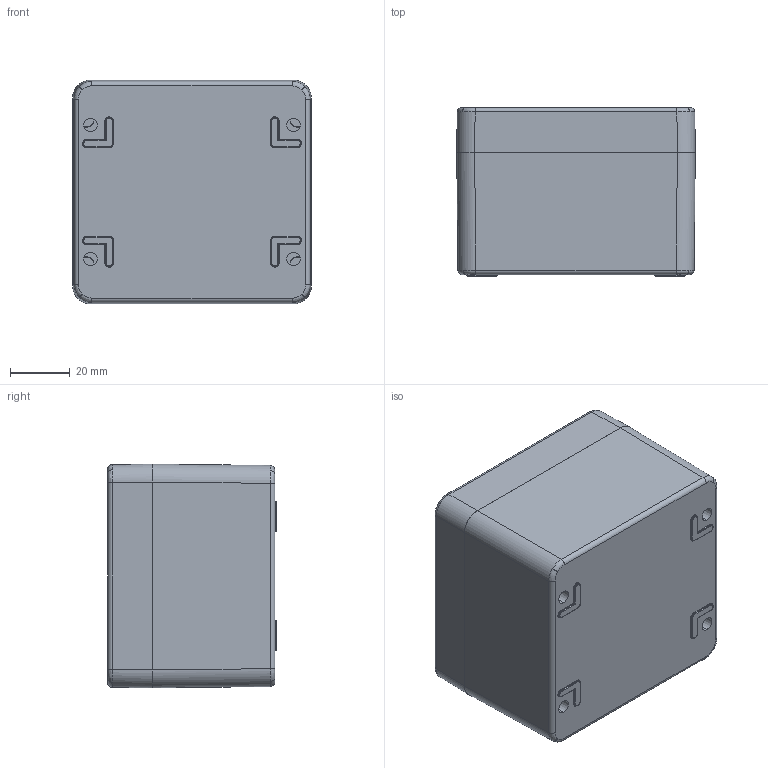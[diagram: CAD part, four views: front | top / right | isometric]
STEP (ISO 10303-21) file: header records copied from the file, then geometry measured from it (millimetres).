
FILE_DESCRIPTION (( 'STEP AP214' ), '1' );
FILE_NAME ('02080806.STEP', '2008-08-14T10:50:32', ( ' ' ), ( '' ), 'SwSTEP 2.0', 'SolidWorks 2008', '' );
FILE_SCHEMA (( 'AUTOMOTIVE_DESIGN' ));
Length unit declared in the file: millimetre
Products named in the file (9): 93133_Standard; 21231-Deckel_Standard; 82009_Standard; 21231-Unterteil_Standard; 02080806; 86220_Standard; 86221_Standard; 86223_Standard
Assembly tree (18 placements, depth 3):
  02080806
    93133_Standard  x4
    21231-Unterteil_Standard
      86223_Standard  x4
      86221_Standard  x2
      86220_Standard  x4
      21231-Unterteil_Standard
    21231-Deckel_Standard
    82009_Standard
Bounding box: 80 x 56.5 x 75 mm (x, y, z)
Volume: 142069.3 mm3; surface area: 63477.9 mm2
Topology: 17 solids, 17 shells, 1030 faces, 2464 edges, 1486 vertices
Faces by surface type: plane 322, cone 238, cylinder 206, bspline 164, torus 96, sphere 4
Entity records: 26810 total; most frequent: CARTESIAN_POINT 11297, ORIENTED_EDGE 3368, DIRECTION 3052, EDGE_CURVE 1684, AXIS2_PLACEMENT_3D 1226, VERTEX_POINT 1019, EDGE_LOOP 769, ADVANCED_FACE 716
